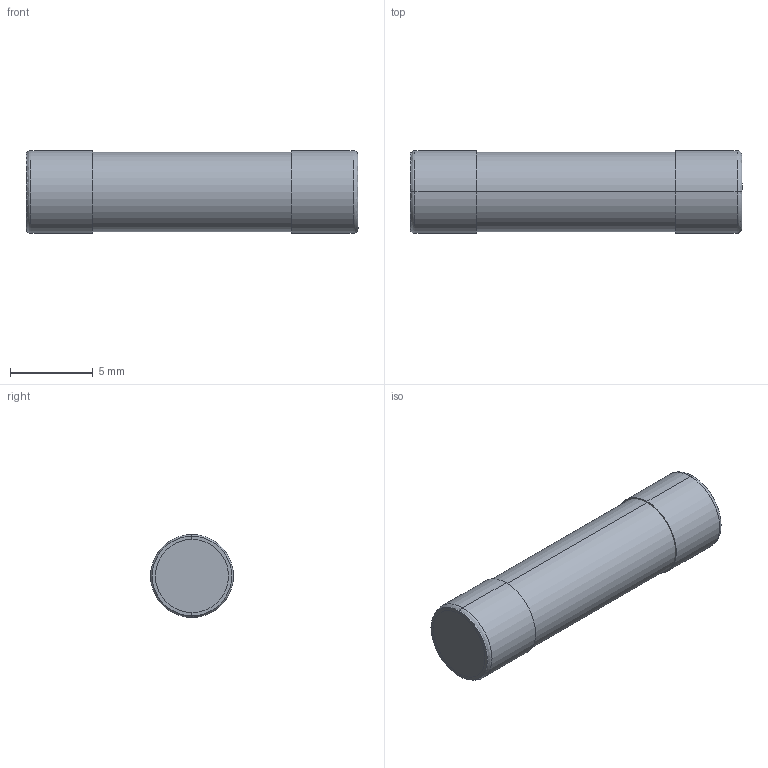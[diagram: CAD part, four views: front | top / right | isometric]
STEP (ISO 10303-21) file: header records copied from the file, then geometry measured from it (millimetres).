
FILE_DESCRIPTION (( 'STEP AP214' ), '1' );
FILE_NAME ('User Library-As-Fuse_5x20-ceram.STEP', '2023-11-19T05:55:44', ( '' ), ( '' ), 'SwSTEP 2.0', 'SolidWorks 2022', '' );
FILE_SCHEMA (( 'AUTOMOTIVE_DESIGN' ));
Length unit declared in the file: millimetre
Products named in the file (3): corp; User Library-As-Fuse_5x20-ceram; Plot
Assembly tree (3 placements, depth 2):
  User Library-As-Fuse_5x20-ceram
    Plot  x2
    corp
Bounding box: 20 x 5 x 5 mm (x, y, z)
Volume: 381.3 mm3; surface area: 637.4 mm2
Topology: 3 solids, 3 shells, 26 faces, 50 edges, 32 vertices
Faces by surface type: cylinder 10, bspline 8, plane 8
Entity records: 734 total; most frequent: CARTESIAN_POINT 211, DIRECTION 72, ORIENTED_EDGE 56, AXIS2_PLACEMENT_3D 33, EDGE_CURVE 28, VERTEX_POINT 18, UNCERTAINTY_MEASURE_WITH_UNIT 18, CIRCLE 16
